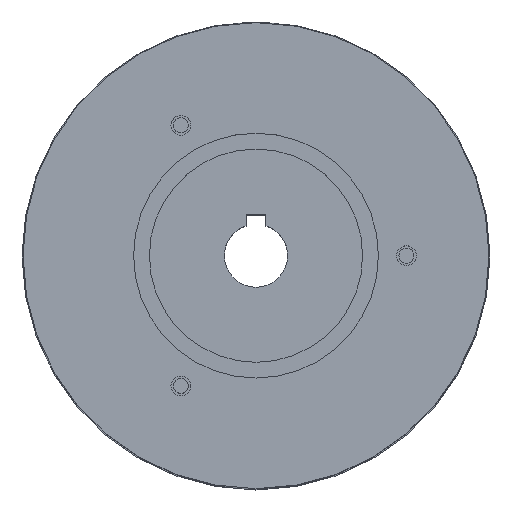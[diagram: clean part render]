
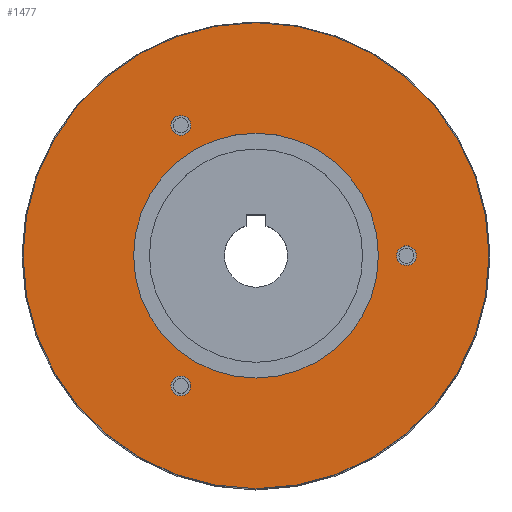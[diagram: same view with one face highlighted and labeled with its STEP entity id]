
A CAD part, top view. The second image highlights one B-rep face of the part: STEP entity #1477.
In plain terms, the highlighted planar face has unit normal (0, 0, 1).
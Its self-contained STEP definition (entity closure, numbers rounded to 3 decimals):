
#4 = CARTESIAN_POINT ( 'NONE',  ( 0., 0., 19.8 ) ) ;
#25 = CARTESIAN_POINT ( 'NONE',  ( -31., 0., 19.8 ) ) ;
#26 = CARTESIAN_POINT ( 'NONE',  ( 31., 0., 19.8 ) ) ;
#27 = DIRECTION ( 'NONE',  ( -1., 0., 0. ) ) ;
#28 = DIRECTION ( 'NONE',  ( 0., 0., -1. ) ) ;
#29 = AXIS2_PLACEMENT_3D ( 'NONE', #4, #28, #27 ) ;
#30 = CIRCLE ( 'NONE', #29, 31. ) ;
#247 = CARTESIAN_POINT ( 'NONE',  ( -21.55, 32.996, 19.8 ) ) ;
#253 = CARTESIAN_POINT ( 'NONE',  ( -16.55, 32.996, 19.8 ) ) ;
#254 = DIRECTION ( 'NONE',  ( -0.5, 0.866, 0. ) ) ;
#255 = DIRECTION ( 'NONE',  ( 0., 0., 1. ) ) ;
#256 = CARTESIAN_POINT ( 'NONE',  ( -19.05, 32.996, 19.8 ) ) ;
#257 = AXIS2_PLACEMENT_3D ( 'NONE', #256, #255, #254 ) ;
#258 = CIRCLE ( 'NONE', #257, 2.5 ) ;
#715 = CARTESIAN_POINT ( 'NONE',  ( 59., 0., 19.8 ) ) ;
#777 = DIRECTION ( 'NONE',  ( 0., 0., -1. ) ) ;
#778 = CARTESIAN_POINT ( 'NONE',  ( 0., 0., 19.8 ) ) ;
#857 = CARTESIAN_POINT ( 'NONE',  ( -59., 0., 19.8 ) ) ;
#869 = DIRECTION ( 'NONE',  ( -1., 0., 0. ) ) ;
#898 = CIRCLE ( 'NONE', #899, 59. ) ;
#899 = AXIS2_PLACEMENT_3D ( 'NONE', #778, #777, #869 ) ;
#1435 = ORIENTED_EDGE ( 'NONE', *, *, #3493, .T. ) ;
#1436 = EDGE_LOOP ( 'NONE', ( #1493, #1510 ) ) ;
#1437 = ORIENTED_EDGE ( 'NONE', *, *, #1438, .F. ) ;
#1438 = EDGE_CURVE ( 'NONE', #3407, #3412, #2196, .T. ) ;
#1441 = EDGE_CURVE ( 'NONE', #3495, #3494, #2191, .T. ) ;
#1449 = ORIENTED_EDGE ( 'NONE', *, *, #3406, .F. ) ;
#1450 = EDGE_LOOP ( 'NONE', ( #1472, #1435 ) ) ;
#1451 = ORIENTED_EDGE ( 'NONE', *, *, #1532, .F. ) ;
#1463 = ORIENTED_EDGE ( 'NONE', *, *, #3569, .F. ) ;
#1472 = ORIENTED_EDGE ( 'NONE', *, *, #1441, .T. ) ;
#1477 = ADVANCED_FACE ( 'NONE', ( #2424, #2444, #2443, #2442, #2441 ), #2440, .T. ) ;
#1484 = ORIENTED_EDGE ( 'NONE', *, *, #3440, .F. ) ;
#1485 = EDGE_LOOP ( 'NONE', ( #1520, #1463 ) ) ;
#1493 = ORIENTED_EDGE ( 'NONE', *, *, #3367, .F. ) ;
#1494 = EDGE_CURVE ( 'NONE', #3570, #3567, #2365, .T. ) ;
#1504 = EDGE_LOOP ( 'NONE', ( #1437, #1449 ) ) ;
#1505 = EDGE_CURVE ( 'NONE', #3369, #3368, #2517, .T. ) ;
#1510 = ORIENTED_EDGE ( 'NONE', *, *, #1505, .F. ) ;
#1514 = EDGE_LOOP ( 'NONE', ( #1451, #1484 ) ) ;
#1520 = ORIENTED_EDGE ( 'NONE', *, *, #1494, .F. ) ;
#1532 = EDGE_CURVE ( 'NONE', #3454, #3452, #2596, .T. ) ;
#2188 = DIRECTION ( 'NONE',  ( -1., 0., 0. ) ) ;
#2189 = DIRECTION ( 'NONE',  ( 0., 0., -1. ) ) ;
#2190 = AXIS2_PLACEMENT_3D ( 'NONE', #2197, #2189, #2188 ) ;
#2191 = CIRCLE ( 'NONE', #2190, 31. ) ;
#2192 = DIRECTION ( 'NONE',  ( 1., 0., 0. ) ) ;
#2193 = DIRECTION ( 'NONE',  ( 0., 0., 1. ) ) ;
#2194 = CARTESIAN_POINT ( 'NONE',  ( 38.1, 0., 19.8 ) ) ;
#2195 = AXIS2_PLACEMENT_3D ( 'NONE', #2194, #2193, #2192 ) ;
#2196 = CIRCLE ( 'NONE', #2195, 2.5 ) ;
#2197 = CARTESIAN_POINT ( 'NONE',  ( 0., 0., 19.8 ) ) ;
#2362 = DIRECTION ( 'NONE',  ( -0.5, 0.866, 0. ) ) ;
#2363 = DIRECTION ( 'NONE',  ( 0., 0., 1. ) ) ;
#2364 = AXIS2_PLACEMENT_3D ( 'NONE', #2402, #2363, #2362 ) ;
#2365 = CIRCLE ( 'NONE', #2364, 2.5 ) ;
#2402 = CARTESIAN_POINT ( 'NONE',  ( -19.05, 32.996, 19.8 ) ) ;
#2424 = FACE_BOUND ( 'NONE', #1514, .T. ) ;
#2439 = AXIS2_PLACEMENT_3D ( 'NONE', #2472, #2471, #2470 ) ;
#2440 = PLANE ( 'NONE',  #2439 ) ;
#2441 = FACE_OUTER_BOUND ( 'NONE', #1436, .T. ) ;
#2442 = FACE_BOUND ( 'NONE', #1450, .T. ) ;
#2443 = FACE_BOUND ( 'NONE', #1504, .T. ) ;
#2444 = FACE_BOUND ( 'NONE', #1485, .T. ) ;
#2470 = DIRECTION ( 'NONE',  ( 1., 0., 0. ) ) ;
#2471 = DIRECTION ( 'NONE',  ( 0., 0., 1. ) ) ;
#2472 = CARTESIAN_POINT ( 'NONE',  ( 0., 31., 19.8 ) ) ;
#2516 = AXIS2_PLACEMENT_3D ( 'NONE', #2541, #2540, #2539 ) ;
#2517 = CIRCLE ( 'NONE', #2516, 59. ) ;
#2539 = DIRECTION ( 'NONE',  ( -1., 0., 0. ) ) ;
#2540 = DIRECTION ( 'NONE',  ( 0., 0., -1. ) ) ;
#2541 = CARTESIAN_POINT ( 'NONE',  ( 0., 0., 19.8 ) ) ;
#2595 = AXIS2_PLACEMENT_3D ( 'NONE', #2649, #2648, #2647 ) ;
#2596 = CIRCLE ( 'NONE', #2595, 2.5 ) ;
#2647 = DIRECTION ( 'NONE',  ( -0.5, -0.866, 0. ) ) ;
#2648 = DIRECTION ( 'NONE',  ( 0., 0., 1. ) ) ;
#2649 = CARTESIAN_POINT ( 'NONE',  ( -19.05, -32.996, 19.8 ) ) ;
#3367 = EDGE_CURVE ( 'NONE', #3368, #3369, #898, .T. ) ;
#3368 = VERTEX_POINT ( 'NONE', #857 ) ;
#3369 = VERTEX_POINT ( 'NONE', #715 ) ;
#3406 = EDGE_CURVE ( 'NONE', #3412, #3407, #4191, .T. ) ;
#3407 = VERTEX_POINT ( 'NONE', #4193 ) ;
#3412 = VERTEX_POINT ( 'NONE', #4234 ) ;
#3440 = EDGE_CURVE ( 'NONE', #3452, #3454, #4279, .T. ) ;
#3452 = VERTEX_POINT ( 'NONE', #4311 ) ;
#3454 = VERTEX_POINT ( 'NONE', #4305 ) ;
#3493 = EDGE_CURVE ( 'NONE', #3494, #3495, #30, .T. ) ;
#3494 = VERTEX_POINT ( 'NONE', #26 ) ;
#3495 = VERTEX_POINT ( 'NONE', #25 ) ;
#3567 = VERTEX_POINT ( 'NONE', #247 ) ;
#3569 = EDGE_CURVE ( 'NONE', #3567, #3570, #258, .T. ) ;
#3570 = VERTEX_POINT ( 'NONE', #253 ) ;
#4191 = CIRCLE ( 'NONE', #4208, 2.5 ) ;
#4193 = CARTESIAN_POINT ( 'NONE',  ( 40.6, 0., 19.8 ) ) ;
#4194 = DIRECTION ( 'NONE',  ( 1., 0., 0. ) ) ;
#4195 = DIRECTION ( 'NONE',  ( 0., 0., 1. ) ) ;
#4207 = CARTESIAN_POINT ( 'NONE',  ( 38.1, 0., 19.8 ) ) ;
#4208 = AXIS2_PLACEMENT_3D ( 'NONE', #4207, #4195, #4194 ) ;
#4234 = CARTESIAN_POINT ( 'NONE',  ( 35.6, 0., 19.8 ) ) ;
#4273 = CARTESIAN_POINT ( 'NONE',  ( -19.05, -32.996, 19.8 ) ) ;
#4279 = CIRCLE ( 'NONE', #4283, 2.5 ) ;
#4281 = DIRECTION ( 'NONE',  ( -0.5, -0.866, 0. ) ) ;
#4282 = DIRECTION ( 'NONE',  ( 0., 0., 1. ) ) ;
#4283 = AXIS2_PLACEMENT_3D ( 'NONE', #4273, #4282, #4281 ) ;
#4305 = CARTESIAN_POINT ( 'NONE',  ( -16.55, -32.996, 19.8 ) ) ;
#4311 = CARTESIAN_POINT ( 'NONE',  ( -21.55, -32.996, 19.8 ) ) ;
